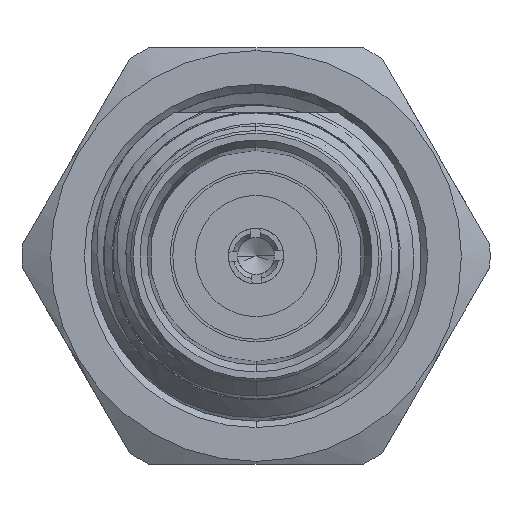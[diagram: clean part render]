
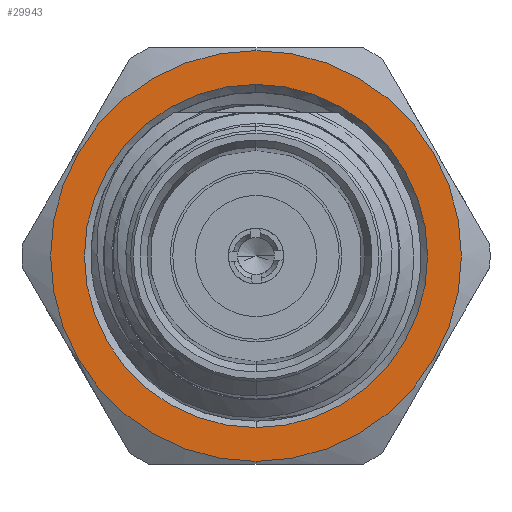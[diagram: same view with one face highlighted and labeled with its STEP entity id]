
A CAD part, left-side view. The second image highlights one B-rep face of the part: STEP entity #29943.
In plain terms, the highlighted planar face has unit normal (-1, 0, 0).
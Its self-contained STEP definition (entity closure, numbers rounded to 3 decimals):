
#3401 = CARTESIAN_POINT ( 'NONE',  ( -9.1, 0., 0. ) ) ;
#4005 = DIRECTION ( 'NONE',  ( 1., 0., 0. ) ) ;
#4470 = CIRCLE ( 'NONE', #24964, 6.6 ) ;
#4515 = EDGE_CURVE ( 'NONE', #12941, #4589, #4470, .T. ) ;
#4589 = VERTEX_POINT ( 'NONE', #30865 ) ;
#5229 = ORIENTED_EDGE ( 'NONE', *, *, #21825, .F. ) ;
#5905 = DIRECTION ( 'NONE',  ( 0., 0., -1. ) ) ;
#6021 = FACE_BOUND ( 'NONE', #16152, .T. ) ;
#7648 = CIRCLE ( 'NONE', #29014, 7.9 ) ;
#8093 = AXIS2_PLACEMENT_3D ( 'NONE', #26568, #11599, #29101 ) ;
#8215 = CARTESIAN_POINT ( 'NONE',  ( -9.1, 0., 0. ) ) ;
#9940 = VERTEX_POINT ( 'NONE', #11351 ) ;
#10700 = CARTESIAN_POINT ( 'NONE',  ( -9.1, 0., -6.6 ) ) ;
#10723 = CARTESIAN_POINT ( 'NONE',  ( -9.1, 6.6, 0. ) ) ;
#10747 = DIRECTION ( 'NONE',  ( 0., 0., -1. ) ) ;
#11123 = ORIENTED_EDGE ( 'NONE', *, *, #4515, .T. ) ;
#11351 = CARTESIAN_POINT ( 'NONE',  ( -9.1, 0., -7.9 ) ) ;
#11599 = DIRECTION ( 'NONE',  ( 1., 0., 0. ) ) ;
#11840 = CIRCLE ( 'NONE', #8093, 6.6 ) ;
#12941 = VERTEX_POINT ( 'NONE', #10700 ) ;
#13230 = DIRECTION ( 'NONE',  ( 0., 0., -1. ) ) ;
#16152 = EDGE_LOOP ( 'NONE', ( #16319, #11123 ) ) ;
#16319 = ORIENTED_EDGE ( 'NONE', *, *, #28070, .T. ) ;
#18513 = EDGE_CURVE ( 'NONE', #9940, #23932, #7648, .T. ) ;
#19008 = CARTESIAN_POINT ( 'NONE',  ( -9.1, 0., 0. ) ) ;
#20912 = DIRECTION ( 'NONE',  ( 1., 0., 0. ) ) ;
#21520 = DIRECTION ( 'NONE',  ( 0., 0., -1. ) ) ;
#21825 = EDGE_CURVE ( 'NONE', #23932, #9940, #21904, .T. ) ;
#21904 = CIRCLE ( 'NONE', #29351, 7.9 ) ;
#23932 = VERTEX_POINT ( 'NONE', #32442 ) ;
#24964 = AXIS2_PLACEMENT_3D ( 'NONE', #3401, #20912, #5905 ) ;
#25726 = DIRECTION ( 'NONE',  ( 1., 0., 0. ) ) ;
#25893 = ORIENTED_EDGE ( 'NONE', *, *, #18513, .F. ) ;
#26553 = AXIS2_PLACEMENT_3D ( 'NONE', #10723, #28245, #13230 ) ;
#26568 = CARTESIAN_POINT ( 'NONE',  ( -9.1, 0., 0. ) ) ;
#27890 = EDGE_LOOP ( 'NONE', ( #25893, #5229 ) ) ;
#28070 = EDGE_CURVE ( 'NONE', #4589, #12941, #11840, .T. ) ;
#28245 = DIRECTION ( 'NONE',  ( 1., 0., 0. ) ) ;
#29014 = AXIS2_PLACEMENT_3D ( 'NONE', #19008, #4005, #21520 ) ;
#29101 = DIRECTION ( 'NONE',  ( 0., 0., -1. ) ) ;
#29351 = AXIS2_PLACEMENT_3D ( 'NONE', #8215, #25726, #10747 ) ;
#29943 = ADVANCED_FACE ( 'NONE', ( #31881, #6021 ), #30628, .F. ) ;
#30628 = PLANE ( 'NONE',  #26553 ) ;
#30865 = CARTESIAN_POINT ( 'NONE',  ( -9.1, 0., 6.6 ) ) ;
#31881 = FACE_OUTER_BOUND ( 'NONE', #27890, .T. ) ;
#32442 = CARTESIAN_POINT ( 'NONE',  ( -9.1, 0., 7.9 ) ) ;
